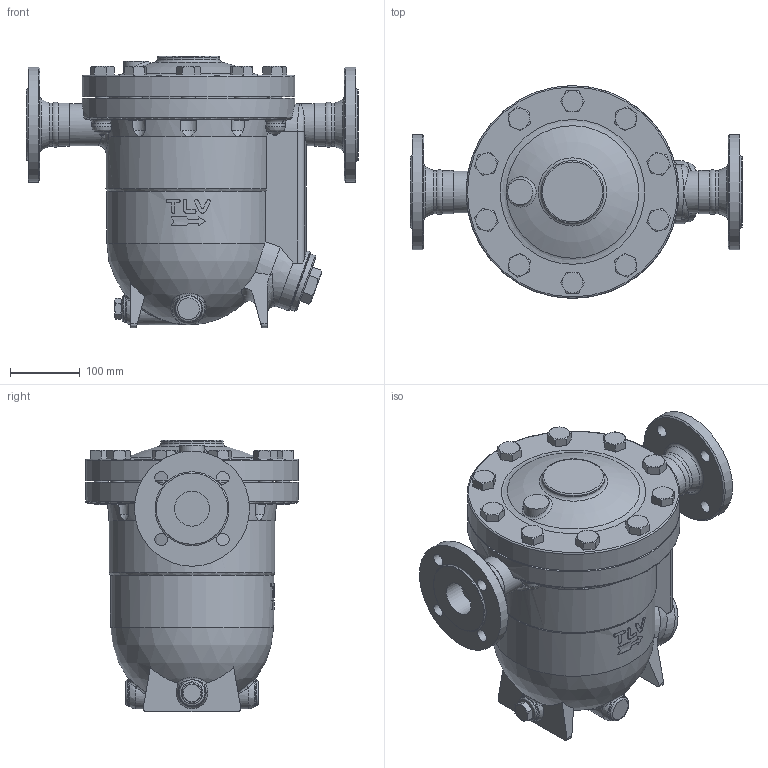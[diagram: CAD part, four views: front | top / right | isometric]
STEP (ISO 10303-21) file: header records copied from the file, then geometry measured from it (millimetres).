
FILE_DESCRIPTION(/* description */ (''),/* implementation_level */ '2;1');
FILE_NAME(/* name */ 'j75rx-050-e0040-00.stp',/* time_stamp */ '2019-05-31T16:39:19+09:00',/* author */ ('nakaot'),/* organization */ (''),/* preprocessor_version */ 'ST-DEVELOPER v15.6',/* originating_system */ 'Autodesk Inventor 2015',/* authorisation */ '');
FILE_SCHEMA (('AUTOMOTIVE_DESIGN { 1 0 10303 214 3 1 1 }'));
Length unit declared in the file: millimetre
Products named in the file (1): j75rx-050-e0040-00
Bounding box: 476 x 305 x 389 mm (x, y, z)
Volume: 18847466.3 mm3; surface area: 685172.6 mm2
Topology: 1 solids, 1 shells, 431 faces, 1066 edges, 668 vertices
Faces by surface type: plane 159, cone 99, cylinder 88, bspline 59, torus 24, sphere 2
Full cylindrical faces by diameter (mm): 18 x8, 20 x16, 21 x1, 23 x10, 50 x2, 60 x2, 62 x4, 83 x1, 85 x1, 90 x2, 102 x2, 165 x2, 235 x1, 305 x2
Entity records: 19555 total; most frequent: CARTESIAN_POINT 10649, ORIENTED_EDGE 1882, DIRECTION 1656, EDGE_CURVE 941, AXIS2_PLACEMENT_3D 710, VERTEX_POINT 637, EDGE_LOOP 592, FACE_OUTER_BOUND 431
